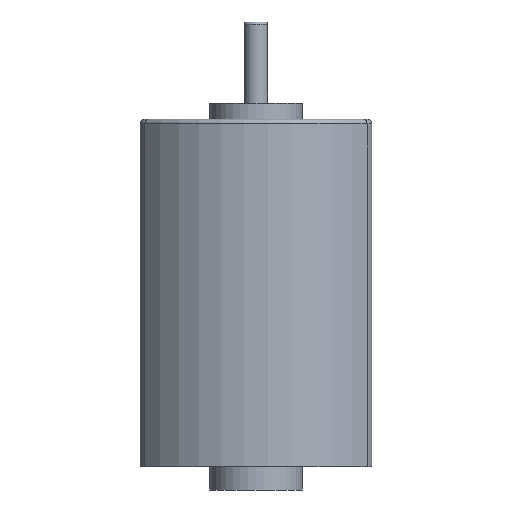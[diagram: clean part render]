
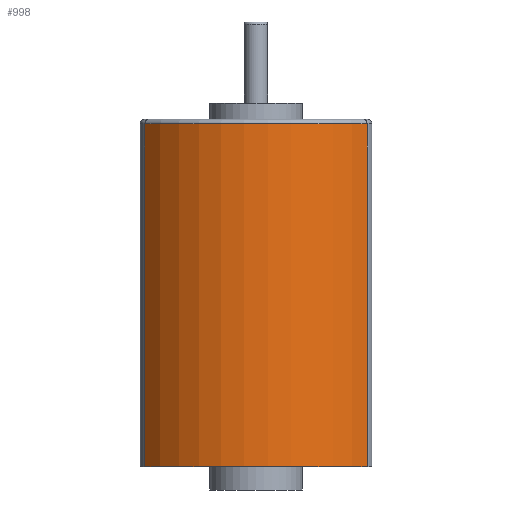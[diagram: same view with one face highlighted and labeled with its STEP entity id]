
A CAD part, left-side view. The second image highlights one B-rep face of the part: STEP entity #998.
In plain terms, the highlighted cylindrical face has radius 6 mm (diameter 12 mm), a partial arc.
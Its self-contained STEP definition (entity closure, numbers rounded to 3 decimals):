
#121 = TOROIDAL_SURFACE('',#122,5.8,0.2);
#122 = AXIS2_PLACEMENT_3D('',#123,#124,#125);
#123 = CARTESIAN_POINT('',(0.,0.,7.3));
#124 = DIRECTION('',(0.,0.,-1.));
#125 = DIRECTION('',(-0.6,0.8,0.));
#404 = VERTEX_POINT('',#405);
#405 = CARTESIAN_POINT('',(-3.6,-4.8,7.3));
#442 = CYLINDRICAL_SURFACE('',#443,1.);
#443 = AXIS2_PLACEMENT_3D('',#444,#445,#446);
#444 = CARTESIAN_POINT('',(-3.,-4.,-7.5));
#445 = DIRECTION('',(-0.,-0.,-1.));
#446 = DIRECTION('',(1.,0.,0.));
#512 = VERTEX_POINT('',#513);
#513 = CARTESIAN_POINT('',(-3.6,4.8,7.3));
#535 = EDGE_CURVE('',#512,#404,#536,.T.);
#536 = SURFACE_CURVE('',#537,(#542,#549),.PCURVE_S1.);
#537 = CIRCLE('',#538,6.);
#538 = AXIS2_PLACEMENT_3D('',#539,#540,#541);
#539 = CARTESIAN_POINT('',(0.,0.,7.3));
#540 = DIRECTION('',(0.,-0.,1.));
#541 = DIRECTION('',(-0.6,0.8,0.));
#542 = PCURVE('',#121,#543);
#543 = DEFINITIONAL_REPRESENTATION('',(#544),#548);
#544 = LINE('',#545,#546);
#545 = CARTESIAN_POINT('',(-0.,6.283));
#546 = VECTOR('',#547,1.);
#547 = DIRECTION('',(-1.,0.));
#548 = ( GEOMETRIC_REPRESENTATION_CONTEXT(2) 
PARAMETRIC_REPRESENTATION_CONTEXT() REPRESENTATION_CONTEXT('2D SPACE',''
  ) );
#549 = PCURVE('',#550,#555);
#550 = CYLINDRICAL_SURFACE('',#551,6.);
#551 = AXIS2_PLACEMENT_3D('',#552,#553,#554);
#552 = CARTESIAN_POINT('',(0.,0.,-7.5));
#553 = DIRECTION('',(-0.,-0.,-1.));
#554 = DIRECTION('',(1.,0.,0.));
#555 = DEFINITIONAL_REPRESENTATION('',(#556),#560);
#556 = LINE('',#557,#558);
#557 = CARTESIAN_POINT('',(-2.214,-14.8));
#558 = VECTOR('',#559,1.);
#559 = DIRECTION('',(-1.,0.));
#560 = ( GEOMETRIC_REPRESENTATION_CONTEXT(2) 
PARAMETRIC_REPRESENTATION_CONTEXT() REPRESENTATION_CONTEXT('2D SPACE',''
  ) );
#658 = CYLINDRICAL_SURFACE('',#659,1.);
#659 = AXIS2_PLACEMENT_3D('',#660,#661,#662);
#660 = CARTESIAN_POINT('',(-3.,4.,-7.5));
#661 = DIRECTION('',(-0.,-0.,-1.));
#662 = DIRECTION('',(1.,0.,0.));
#879 = PLANE('',#880);
#880 = AXIS2_PLACEMENT_3D('',#881,#882,#883);
#881 = CARTESIAN_POINT('',(-3.,5.,-7.5));
#882 = DIRECTION('',(0.,0.,-1.));
#883 = DIRECTION('',(-1.,0.,0.));
#894 = EDGE_CURVE('',#895,#404,#897,.T.);
#895 = VERTEX_POINT('',#896);
#896 = CARTESIAN_POINT('',(-3.6,-4.8,-7.5));
#897 = SURFACE_CURVE('',#898,(#902,#909),.PCURVE_S1.);
#898 = LINE('',#899,#900);
#899 = CARTESIAN_POINT('',(-3.6,-4.8,-7.5));
#900 = VECTOR('',#901,1.);
#901 = DIRECTION('',(0.,0.,1.));
#902 = PCURVE('',#442,#903);
#903 = DEFINITIONAL_REPRESENTATION('',(#904),#908);
#904 = LINE('',#905,#906);
#905 = CARTESIAN_POINT('',(-4.069,0.));
#906 = VECTOR('',#907,1.);
#907 = DIRECTION('',(-0.,-1.));
#908 = ( GEOMETRIC_REPRESENTATION_CONTEXT(2) 
PARAMETRIC_REPRESENTATION_CONTEXT() REPRESENTATION_CONTEXT('2D SPACE',''
  ) );
#909 = PCURVE('',#550,#910);
#910 = DEFINITIONAL_REPRESENTATION('',(#911),#915);
#911 = LINE('',#912,#913);
#912 = CARTESIAN_POINT('',(-4.069,0.));
#913 = VECTOR('',#914,1.);
#914 = DIRECTION('',(-0.,-1.));
#915 = ( GEOMETRIC_REPRESENTATION_CONTEXT(2) 
PARAMETRIC_REPRESENTATION_CONTEXT() REPRESENTATION_CONTEXT('2D SPACE',''
  ) );
#998 = ADVANCED_FACE('',(#999),#550,.T.);
#999 = FACE_BOUND('',#1000,.F.);
#1000 = EDGE_LOOP('',(#1001,#1024,#1025,#1026));
#1001 = ORIENTED_EDGE('',*,*,#1002,.T.);
#1002 = EDGE_CURVE('',#1003,#512,#1005,.T.);
#1003 = VERTEX_POINT('',#1004);
#1004 = CARTESIAN_POINT('',(-3.6,4.8,-7.5));
#1005 = SURFACE_CURVE('',#1006,(#1010,#1017),.PCURVE_S1.);
#1006 = LINE('',#1007,#1008);
#1007 = CARTESIAN_POINT('',(-3.6,4.8,-7.5));
#1008 = VECTOR('',#1009,1.);
#1009 = DIRECTION('',(0.,0.,1.));
#1010 = PCURVE('',#550,#1011);
#1011 = DEFINITIONAL_REPRESENTATION('',(#1012),#1016);
#1012 = LINE('',#1013,#1014);
#1013 = CARTESIAN_POINT('',(-2.214,0.));
#1014 = VECTOR('',#1015,1.);
#1015 = DIRECTION('',(-0.,-1.));
#1016 = ( GEOMETRIC_REPRESENTATION_CONTEXT(2) 
PARAMETRIC_REPRESENTATION_CONTEXT() REPRESENTATION_CONTEXT('2D SPACE',''
  ) );
#1017 = PCURVE('',#658,#1018);
#1018 = DEFINITIONAL_REPRESENTATION('',(#1019),#1023);
#1019 = LINE('',#1020,#1021);
#1020 = CARTESIAN_POINT('',(-2.214,0.));
#1021 = VECTOR('',#1022,1.);
#1022 = DIRECTION('',(-0.,-1.));
#1023 = ( GEOMETRIC_REPRESENTATION_CONTEXT(2) 
PARAMETRIC_REPRESENTATION_CONTEXT() REPRESENTATION_CONTEXT('2D SPACE',''
  ) );
#1024 = ORIENTED_EDGE('',*,*,#535,.T.);
#1025 = ORIENTED_EDGE('',*,*,#894,.F.);
#1026 = ORIENTED_EDGE('',*,*,#1027,.F.);
#1027 = EDGE_CURVE('',#1003,#895,#1028,.T.);
#1028 = SURFACE_CURVE('',#1029,(#1034,#1041),.PCURVE_S1.);
#1029 = CIRCLE('',#1030,6.);
#1030 = AXIS2_PLACEMENT_3D('',#1031,#1032,#1033);
#1031 = CARTESIAN_POINT('',(0.,0.,-7.5));
#1032 = DIRECTION('',(0.,0.,1.));
#1033 = DIRECTION('',(1.,0.,0.));
#1034 = PCURVE('',#550,#1035);
#1035 = DEFINITIONAL_REPRESENTATION('',(#1036),#1040);
#1036 = LINE('',#1037,#1038);
#1037 = CARTESIAN_POINT('',(-0.,0.));
#1038 = VECTOR('',#1039,1.);
#1039 = DIRECTION('',(-1.,0.));
#1040 = ( GEOMETRIC_REPRESENTATION_CONTEXT(2) 
PARAMETRIC_REPRESENTATION_CONTEXT() REPRESENTATION_CONTEXT('2D SPACE',''
  ) );
#1041 = PCURVE('',#879,#1042);
#1042 = DEFINITIONAL_REPRESENTATION('',(#1043),#1051);
#1043 = ( BOUNDED_CURVE() B_SPLINE_CURVE(2,(#1044,#1045,#1046,#1047,
#1048,#1049,#1050),.UNSPECIFIED.,.T.,.F.) B_SPLINE_CURVE_WITH_KNOTS((1,2
    ,2,2,2,1),(-2.094,0.,2.094,4.189,
6.283,8.378),.UNSPECIFIED.) CURVE() 
GEOMETRIC_REPRESENTATION_ITEM() RATIONAL_B_SPLINE_CURVE((1.,0.5,1.,0.5,
1.,0.5,1.)) REPRESENTATION_ITEM('') );
#1044 = CARTESIAN_POINT('',(-9.,-5.));
#1045 = CARTESIAN_POINT('',(-9.,5.392));
#1046 = CARTESIAN_POINT('',(0.,0.196));
#1047 = CARTESIAN_POINT('',(9.,-5.));
#1048 = CARTESIAN_POINT('',(0.,-10.196));
#1049 = CARTESIAN_POINT('',(-9.,-15.392));
#1050 = CARTESIAN_POINT('',(-9.,-5.));
#1051 = ( GEOMETRIC_REPRESENTATION_CONTEXT(2) 
PARAMETRIC_REPRESENTATION_CONTEXT() REPRESENTATION_CONTEXT('2D SPACE',''
  ) );
